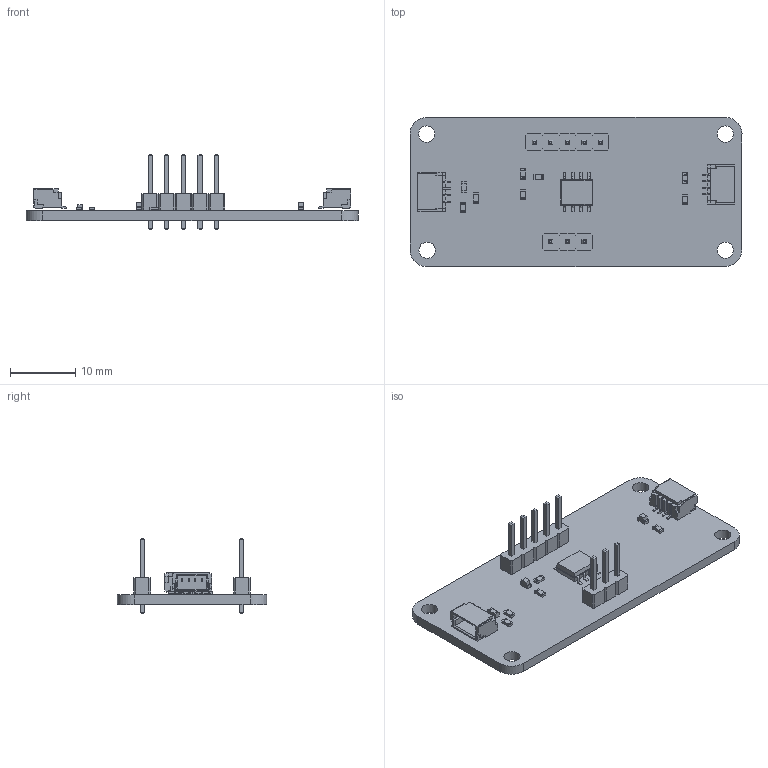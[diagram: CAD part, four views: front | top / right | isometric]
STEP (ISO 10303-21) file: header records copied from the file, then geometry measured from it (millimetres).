
FILE_DESCRIPTION(('KiCad electronic assembly'),'2;1');
FILE_NAME('PCBCUPIC-TOUCH-SLIDER.step','2025-07-14T17:17:42',('Pcbnew'), ('Kicad'),'Open CASCADE STEP processor 7.8','KiCad to STEP converter', 'Unknown');
FILE_SCHEMA(('AUTOMOTIVE_DESIGN { 1 0 10303 214 1 1 1 1 }'));
Length unit declared in the file: millimetre
Products named in the file (10): PCBCUPIC-TOUCH-SLIDER 1; R_0603_1608Metric; PinHeader_1x03_P2.54mm_Vertical; CAP1203-1-SN; C_0603_1608Metric; LED_0603_1608Metric; PRT-14417--3DModel-STEP-1; PinHeader_1x05_P2.54mm_Vertical; PCBCUPIC-TOUCH-SLIDER_copper; PCBCUPIC-TOUCH-SLIDER_PCB
Assembly tree (15 placements, depth 2):
  PCBCUPIC-TOUCH-SLIDER 1
    R_0603_1608Metric  x5
    PinHeader_1x03_P2.54mm_Vertical
    CAP1203-1-SN
    C_0603_1608Metric
    LED_0603_1608Metric  x2
    PRT-14417--3DModel-STEP-1  x2
    PinHeader_1x05_P2.54mm_Vertical
    PCBCUPIC-TOUCH-SLIDER_copper
    PCBCUPIC-TOUCH-SLIDER_PCB
Bounding box: 50.84 x 22.86 x 11.54 mm (x, y, z)
Volume: 1980.5 mm3; surface area: 3482.7 mm2
Topology: 34 solids, 34 shells, 1064 faces, 2818 edges, 1836 vertices
Faces by surface type: plane 868, cylinder 196
Full cylindrical faces by diameter (mm): 1 x8, 2.5 x4
Entity records: 22992 total; most frequent: CARTESIAN_POINT 3614, ORIENTED_EDGE 3538, DIRECTION 3395, EDGE_CURVE 1769, LINE 1537, VECTOR 1537, VERTEX_POINT 1148, AXIS2_PLACEMENT_3D 929
